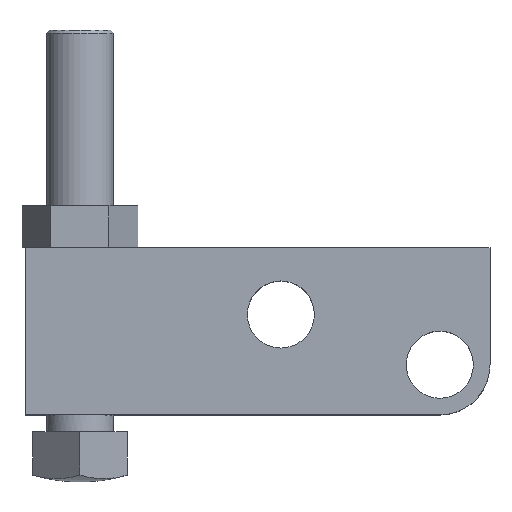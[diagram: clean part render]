
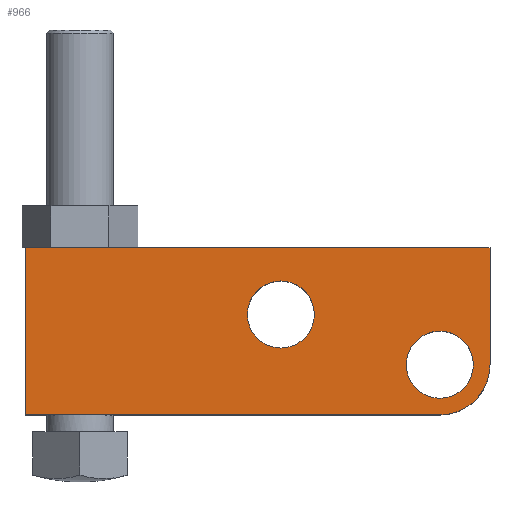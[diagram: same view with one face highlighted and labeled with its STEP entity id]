
A CAD part, top view. The second image highlights one B-rep face of the part: STEP entity #966.
In plain terms, the highlighted planar face has unit normal (0, 0, 1).
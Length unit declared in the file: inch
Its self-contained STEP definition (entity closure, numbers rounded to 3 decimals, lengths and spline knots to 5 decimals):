
#253=CARTESIAN_POINT('',(0.,0.,0.4375));
#254=DIRECTION('',(0.,0.,1.));
#255=DIRECTION('',(0.,-1.,0.));
#256=AXIS2_PLACEMENT_3D('',#253,#254,#255);
#275=DIRECTION('',(1.,0.,0.));
#276=VECTOR('',#275,3.094);
#277=CARTESIAN_POINT('',(-3.094,-0.375,0.4375));
#278=LINE('',#277,#276);
#279=DIRECTION('',(0.,-1.,0.));
#280=VECTOR('',#279,1.25);
#281=CARTESIAN_POINT('',(-3.094,0.875,0.4375));
#282=LINE('',#281,#280);
#283=DIRECTION('',(-1.,0.,0.));
#284=VECTOR('',#283,3.469);
#285=CARTESIAN_POINT('',(0.375,0.875,0.4375));
#286=LINE('',#285,#284);
#287=DIRECTION('',(0.,1.,0.));
#288=VECTOR('',#287,0.875);
#289=CARTESIAN_POINT('',(0.375,0.,0.4375));
#290=LINE('',#289,#288);
#291=CARTESIAN_POINT('',(0.,0.,0.4375));
#292=DIRECTION('',(0.,0.,-1.));
#293=DIRECTION('',(-1.,0.,0.));
#294=AXIS2_PLACEMENT_3D('',#291,#292,#293);
#296=CARTESIAN_POINT('',(0.,0.,0.4375));
#297=DIRECTION('',(0.,0.,-1.));
#298=DIRECTION('',(1.,0.,0.));
#299=AXIS2_PLACEMENT_3D('',#296,#297,#298);
#301=CARTESIAN_POINT('',(-1.187,0.375,0.4375));
#302=DIRECTION('',(0.,0.,-1.));
#303=DIRECTION('',(-1.,0.,0.));
#304=AXIS2_PLACEMENT_3D('',#301,#302,#303);
#306=CARTESIAN_POINT('',(-1.187,0.375,0.4375));
#307=DIRECTION('',(0.,0.,-1.));
#308=DIRECTION('',(1.,0.,0.));
#309=AXIS2_PLACEMENT_3D('',#306,#307,#308);
#596=CARTESIAN_POINT('',(0.375,0.875,0.4375));
#597=CARTESIAN_POINT('',(-3.094,0.875,0.4375));
#598=VERTEX_POINT('',#596);
#599=VERTEX_POINT('',#597);
#600=CARTESIAN_POINT('',(-3.094,-0.375,0.4375));
#601=VERTEX_POINT('',#600);
#606=CARTESIAN_POINT('',(-0.25075,0.,0.4375));
#607=CARTESIAN_POINT('',(0.25075,0.,0.4375));
#608=VERTEX_POINT('',#606);
#609=VERTEX_POINT('',#607);
#614=CARTESIAN_POINT('',(-1.43725,0.375,0.4375));
#615=CARTESIAN_POINT('',(-0.93675,0.375,0.4375));
#616=VERTEX_POINT('',#614);
#617=VERTEX_POINT('',#615);
#644=CARTESIAN_POINT('',(0.,-0.375,0.4375));
#645=VERTEX_POINT('',#644);
#648=CARTESIAN_POINT('',(0.375,0.,0.4375));
#649=VERTEX_POINT('',#648);
#939=CARTESIAN_POINT('',(0.,0.,0.4375));
#940=DIRECTION('',(0.,0.,1.));
#941=DIRECTION('',(1.,0.,0.));
#942=AXIS2_PLACEMENT_3D('',#939,#940,#941);
#943=PLANE('',#942);
#944=ORIENTED_EDGE('',*,*,#836,.F.);
#946=ORIENTED_EDGE('',*,*,#945,.F.);
#948=ORIENTED_EDGE('',*,*,#947,.F.);
#950=ORIENTED_EDGE('',*,*,#949,.F.);
#951=ORIENTED_EDGE('',*,*,#918,.F.);
#952=EDGE_LOOP('',(#944,#946,#948,#950,#951));
#953=FACE_OUTER_BOUND('',#952,.F.);
#955=ORIENTED_EDGE('',*,*,#954,.F.);
#957=ORIENTED_EDGE('',*,*,#956,.F.);
#958=EDGE_LOOP('',(#955,#957));
#959=FACE_BOUND('',#958,.F.);
#961=ORIENTED_EDGE('',*,*,#960,.F.);
#963=ORIENTED_EDGE('',*,*,#962,.F.);
#964=EDGE_LOOP('',(#961,#963));
#965=FACE_BOUND('',#964,.F.);
#966=ADVANCED_FACE('',(#953,#959,#965),#943,.T.);
#257=CIRCLE('',#256,0.375);
#295=CIRCLE('',#294,0.25075);
#300=CIRCLE('',#299,0.25075);
#305=CIRCLE('',#304,0.25025);
#310=CIRCLE('',#309,0.25025);
#836=EDGE_CURVE('',#601,#645,#278,.T.);
#918=EDGE_CURVE('',#645,#649,#257,.T.);
#945=EDGE_CURVE('',#599,#601,#282,.T.);
#947=EDGE_CURVE('',#598,#599,#286,.T.);
#949=EDGE_CURVE('',#649,#598,#290,.T.);
#954=EDGE_CURVE('',#608,#609,#295,.T.);
#956=EDGE_CURVE('',#609,#608,#300,.T.);
#960=EDGE_CURVE('',#616,#617,#305,.T.);
#962=EDGE_CURVE('',#617,#616,#310,.T.);
